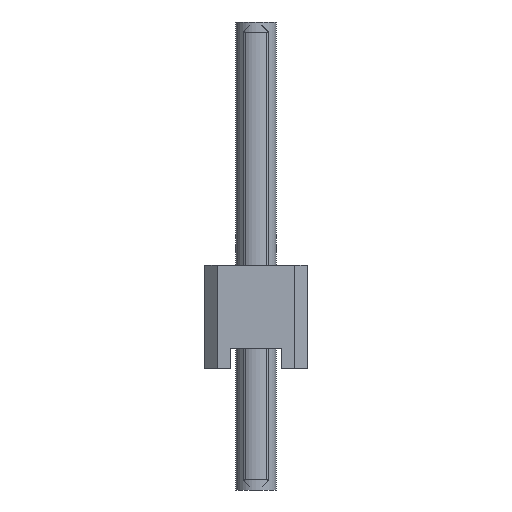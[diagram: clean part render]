
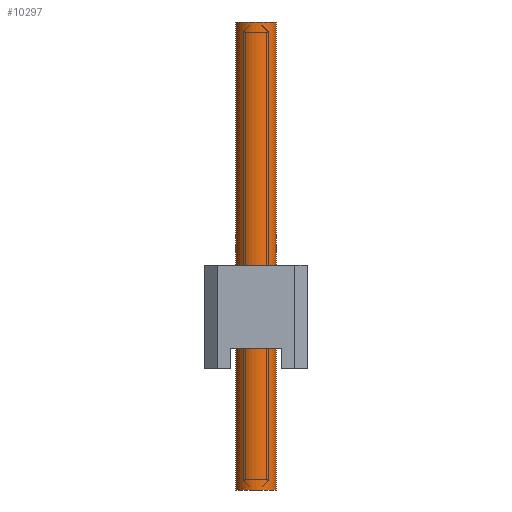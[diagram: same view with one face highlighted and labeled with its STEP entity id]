
A CAD part, left-side view. The second image highlights one B-rep face of the part: STEP entity #10297.
In plain terms, the highlighted cylindrical face has radius 0.5 mm (diameter 1 mm), a full revolution.
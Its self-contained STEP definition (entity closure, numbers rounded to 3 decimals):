
#163=CIRCLE('',#10866,0.5);
#164=CIRCLE('',#10867,0.5);
#456=CYLINDRICAL_SURFACE('',#10865,0.5);
#709=ORIENTED_EDGE('',*,*,#3735,.F.);
#710=ORIENTED_EDGE('',*,*,#3736,.T.);
#3735=EDGE_CURVE('',#5257,#5257,#163,.T.);
#3736=EDGE_CURVE('',#5258,#5258,#164,.T.);
#5257=VERTEX_POINT('',#14727);
#5258=VERTEX_POINT('',#14729);
#8749=EDGE_LOOP('',(#709));
#8750=EDGE_LOOP('',(#710));
#9337=FACE_BOUND('',#8749,.T.);
#9338=FACE_BOUND('',#8750,.T.);
#10297=ADVANCED_FACE('',(#9337,#9338),#456,.F.);
#10865=AXIS2_PLACEMENT_3D('',#14725,#11784,#11785);
#10866=AXIS2_PLACEMENT_3D('',#14726,#11786,#11787);
#10867=AXIS2_PLACEMENT_3D('',#14728,#11788,#11789);
#11784=DIRECTION('',(0.,0.,1.));
#11785=DIRECTION('',(1.,0.,0.));
#11786=DIRECTION('',(0.,0.,-1.));
#11787=DIRECTION('',(1.,0.,0.));
#11788=DIRECTION('',(0.,0.,-1.));
#11789=DIRECTION('',(1.,0.,0.));
#14725=CARTESIAN_POINT('',(0.,0.,0.));
#14726=CARTESIAN_POINT('',(0.,0.,11.54));
#14727=CARTESIAN_POINT('',(0.5,0.,11.54));
#14728=CARTESIAN_POINT('',(0.,0.,0.));
#14729=CARTESIAN_POINT('',(0.5,0.,0.));
